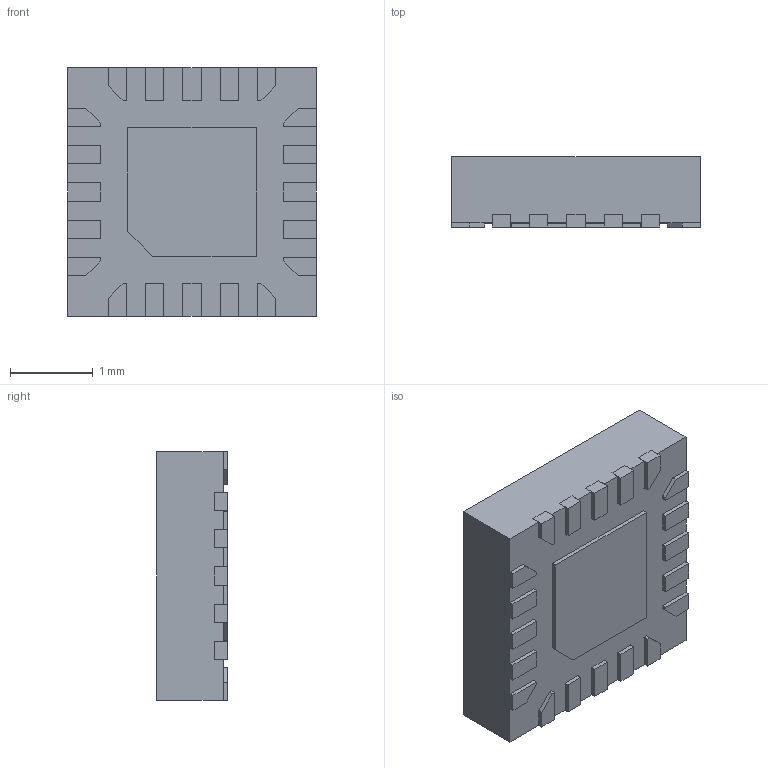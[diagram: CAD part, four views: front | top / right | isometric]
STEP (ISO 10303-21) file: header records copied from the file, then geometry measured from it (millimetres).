
FILE_DESCRIPTION(('FreeCAD Model'),'2;1');
FILE_NAME('Open CASCADE Shape Model','2023-03-06T14:52:24',('Author'),( ''),'Open CASCADE STEP processor 7.6','FreeCAD','Unknown');
FILE_SCHEMA(('AUTOMOTIVE_DESIGN { 1 0 10303 214 1 1 1 1 }'));
Length unit declared in the file: millimetre
Products named in the file (1): ATTINY84A-MMH
Bounding box: 3 x 0.85 x 3 mm (x, y, z)
Volume: 7.4 mm3; surface area: 42.4 mm2
Topology: 23 solids, 23 shells, 240 faces, 576 edges, 384 vertices
Faces by surface type: plane 238, cylinder 2
Full cylindrical faces by diameter (mm): 0.15 x2
Entity records: 15226 total; most frequent: CARTESIAN_POINT 2361, DIRECTION 2211, LINE 1718, VECTOR 1718, ORIENTED_EDGE 1152, PCURVE 1152, DEFINITIONAL_REPRESENTATION 1152, EDGE_CURVE 576
